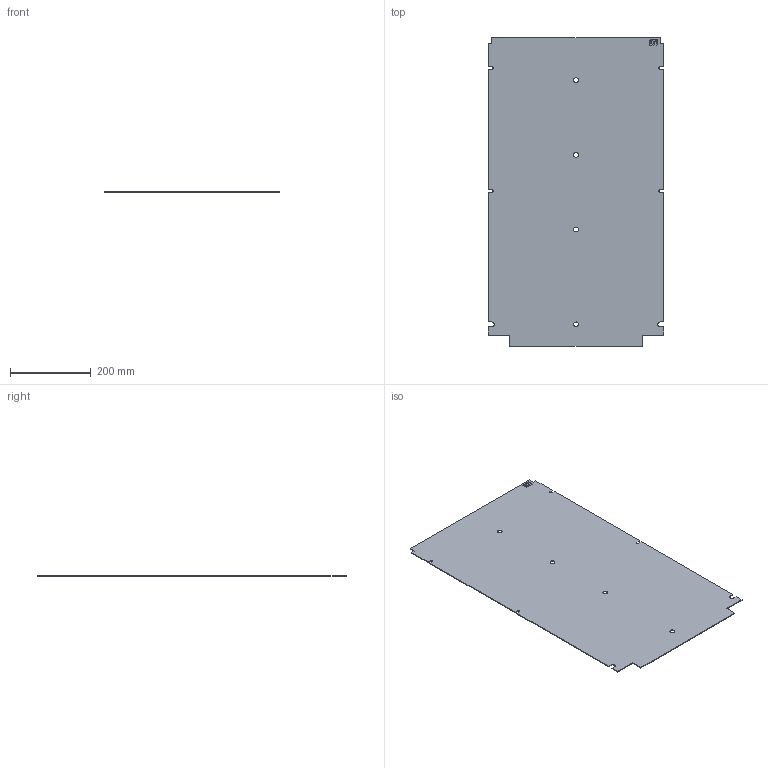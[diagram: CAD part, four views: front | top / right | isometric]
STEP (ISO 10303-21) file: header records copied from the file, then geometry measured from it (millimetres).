
FILE_DESCRIPTION((''),'2;1');
FILE_NAME('KVR_MP-00_ASM','2021-03-08T',('marketing.praksa'),('Audax d.o.o.'),'CREO PARAMETRIC BY PTC INC, 2017480','CREO PARAMETRIC BY PTC INC, 2017480','');
FILE_SCHEMA(('AUTOMOTIVE_DESIGN { 1 0 10303 214 1 1 1 1 }'));
Length unit declared in the file: millimetre
Products named in the file (3): KVR-MP-00_1; PRT0056; KVR_MP-00_ASM
Assembly tree (2 placements, depth 2):
  KVR_MP-00_ASM
    KVR-MP-00_1
    PRT0056
Bounding box: 435 x 765 x 2 mm (x, y, z)
Volume: 656933.3 mm3; surface area: 662941.6 mm2
Topology: 2 solids, 2 shells, 103 faces, 299 edges, 203 vertices
Faces by surface type: plane 65, cylinder 38
Entity records: 5274 total; most frequent: CARTESIAN_POINT 630, DIRECTION 598, ORIENTED_EDGE 598, PRESENTATION_STYLE_ASSIGNMENT 404, STYLED_ITEM 404, CURVE_STYLE 299, EDGE_CURVE 299, VECTOR 212
